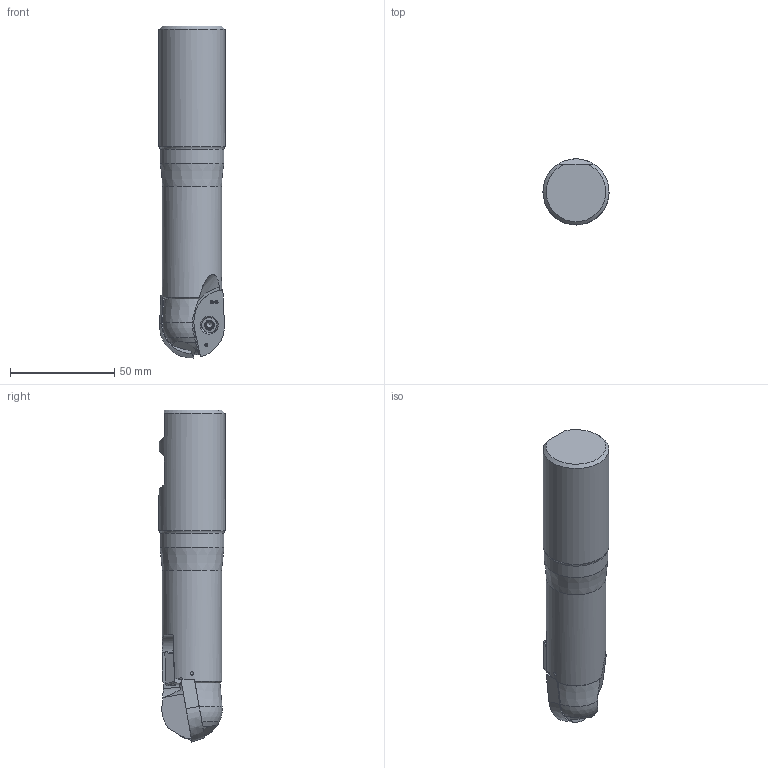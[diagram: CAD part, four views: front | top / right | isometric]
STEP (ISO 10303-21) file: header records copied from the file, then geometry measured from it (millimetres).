
FILE_DESCRIPTION(/* description */ (''),/* implementation_level */ '2;1');
FILE_NAME(/* name */ '1580203186522.stp',/* time_stamp */ '2020-01-28T14:50:01+05:00',/* author */ (''),/* organization */ ('SMS'),/* preprocessor_version */ 'ST-DEVELOPER v16.7',/* originating_system */ 'SIEMENS PLM Software NX 12.0',/* authorisation */ '');
FILE_SCHEMA (('AUTOMOTIVE_DESIGN { 1 0 10303 214 3 1 1 1 }'));
Length unit declared in the file: millimetre
Products named in the file (5): ASSEMBLY_CONSTRUCTION; 202371873mod000_00; 202036274mod000_00; 202382420mod000_00; 202383492mod000_00
Assembly tree (5 placements, depth 2):
  202383492mod000_00
    202382420mod000_00
    202036274mod000_00  x2
    202371873mod000_00
    ASSEMBLY_CONSTRUCTION
Bounding box: 31.74 x 31.74 x 159.52 mm (x, y, z)
Volume: 101141.6 mm3; surface area: 19194.6 mm2
Topology: 4 solids, 4 shells, 245 faces, 637 edges, 425 vertices
Faces by surface type: plane 105, cone 53, extrusion 36, cylinder 26, torus 14, sphere 8, bspline 3
Full cylindrical faces by diameter (mm): 3.5 x1, 4.4 x1, 4.5 x2, 5 x2, 5.25 x1, 5.9 x2, 7.15 x2, 28.5 x1, 30.75 x1, 31.742 x1
Entity records: 9154 total; most frequent: CARTESIAN_POINT 3492, DIRECTION 1147, ORIENTED_EDGE 1072, EDGE_CURVE 536, AXIS2_PLACEMENT_3D 464, VERTEX_POINT 366, EDGE_LOOP 282, ADVANCED_FACE 230
